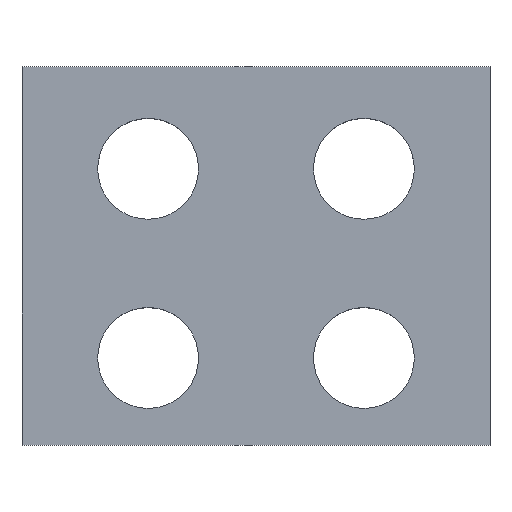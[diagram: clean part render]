
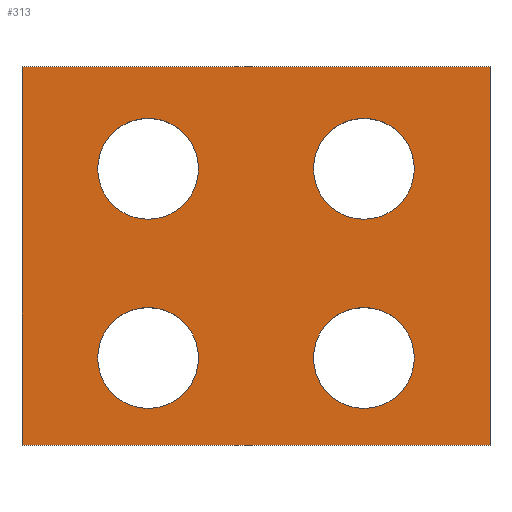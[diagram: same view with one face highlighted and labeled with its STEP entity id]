
A CAD part, top view. The second image highlights one B-rep face of the part: STEP entity #313.
In plain terms, the highlighted planar face has unit normal (0, 0, 1).
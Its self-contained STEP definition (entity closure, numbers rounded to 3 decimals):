
#6 = AXIS2_PLACEMENT_3D ( 'NONE', #209, #132, #361 ) ;
#13 = DIRECTION ( 'NONE',  ( 0., 0., -1. ) ) ;
#20 = EDGE_CURVE ( 'NONE', #399, #264, #103, .T. ) ;
#26 = VERTEX_POINT ( 'NONE', #145 ) ;
#27 = EDGE_CURVE ( 'NONE', #357, #425, #462, .T. ) ;
#29 = VECTOR ( 'NONE', #115, 1000. ) ;
#34 = DIRECTION ( 'NONE',  ( 0., 0., -1. ) ) ;
#53 = VECTOR ( 'NONE', #85, 1000. ) ;
#58 = EDGE_CURVE ( 'NONE', #330, #427, #68, .T. ) ;
#60 = DIRECTION ( 'NONE',  ( -1., 0., 0. ) ) ;
#61 = VERTEX_POINT ( 'NONE', #434 ) ;
#62 = CARTESIAN_POINT ( 'NONE',  ( 1242.764, 1199.509, 4580.705 ) ) ;
#63 = ORIENTED_EDGE ( 'NONE', *, *, #188, .T. ) ;
#65 = FACE_BOUND ( 'NONE', #234, .T. ) ;
#67 = DIRECTION ( 'NONE',  ( -1., 0., 0. ) ) ;
#68 = LINE ( 'NONE', #217, #469 ) ;
#69 = CARTESIAN_POINT ( 'NONE',  ( 1231.921, 1208.273, 4580.705 ) ) ;
#72 = CARTESIAN_POINT ( 'NONE',  ( 1227.921, 1199.509, 4580.705 ) ) ;
#85 = DIRECTION ( 'NONE',  ( -1., 0., 0. ) ) ;
#91 = ORIENTED_EDGE ( 'NONE', *, *, #27, .T. ) ;
#93 = ORIENTED_EDGE ( 'NONE', *, *, #387, .T. ) ;
#96 = DIRECTION ( 'NONE',  ( -1., 0., 0. ) ) ;
#103 = LINE ( 'NONE', #444, #29 ) ;
#111 = DIRECTION ( 'NONE',  ( 0., -1., 0. ) ) ;
#115 = DIRECTION ( 'NONE',  ( 0., 1., 0. ) ) ;
#127 = CARTESIAN_POINT ( 'NONE',  ( 1237.164, 1208.273, 4580.705 ) ) ;
#129 = CARTESIAN_POINT ( 'NONE',  ( 1238.764, 1208.273, 4580.705 ) ) ;
#130 = VERTEX_POINT ( 'NONE', #153 ) ;
#132 = DIRECTION ( 'NONE',  ( 0., 0., -1. ) ) ;
#133 = ORIENTED_EDGE ( 'NONE', *, *, #301, .T. ) ;
#137 = DIRECTION ( 'NONE',  ( 0., 0., -1. ) ) ;
#145 = CARTESIAN_POINT ( 'NONE',  ( 1233.521, 1208.273, 4580.705 ) ) ;
#153 = CARTESIAN_POINT ( 'NONE',  ( 1230.321, 1202.273, 4580.705 ) ) ;
#155 = CARTESIAN_POINT ( 'NONE',  ( 1238.764, 1202.273, 4580.705 ) ) ;
#157 = ORIENTED_EDGE ( 'NONE', *, *, #403, .T. ) ;
#161 = CIRCLE ( 'NONE', #381, 1.6 ) ;
#165 = CARTESIAN_POINT ( 'NONE',  ( 1242.764, 1211.509, 4580.705 ) ) ;
#166 = ORIENTED_EDGE ( 'NONE', *, *, #418, .T. ) ;
#170 = AXIS2_PLACEMENT_3D ( 'NONE', #211, #137, #67 ) ;
#188 = EDGE_CURVE ( 'NONE', #425, #357, #250, .T. ) ;
#190 = LINE ( 'NONE', #72, #332 ) ;
#192 = ORIENTED_EDGE ( 'NONE', *, *, #219, .T. ) ;
#206 = AXIS2_PLACEMENT_3D ( 'NONE', #69, #34, #214 ) ;
#209 = CARTESIAN_POINT ( 'NONE',  ( 1231.921, 1202.273, 4580.705 ) ) ;
#211 = CARTESIAN_POINT ( 'NONE',  ( 1231.921, 1202.273, 4580.705 ) ) ;
#214 = DIRECTION ( 'NONE',  ( -1., 0., 0. ) ) ;
#216 = FACE_BOUND ( 'NONE', #273, .T. ) ;
#217 = CARTESIAN_POINT ( 'NONE',  ( 1227.921, 1199.509, 4580.705 ) ) ;
#218 = CARTESIAN_POINT ( 'NONE',  ( 1240.364, 1202.273, 4580.705 ) ) ;
#219 = EDGE_CURVE ( 'NONE', #338, #61, #428, .T. ) ;
#234 = EDGE_LOOP ( 'NONE', ( #192, #133 ) ) ;
#235 = DIRECTION ( 'NONE',  ( -1., 0., 0. ) ) ;
#236 = ORIENTED_EDGE ( 'NONE', *, *, #58, .T. ) ;
#245 = EDGE_CURVE ( 'NONE', #264, #330, #272, .T. ) ;
#246 = CARTESIAN_POINT ( 'NONE',  ( 0., 0., 4580.705 ) ) ;
#248 = DIRECTION ( 'NONE',  ( 0., 0., -1. ) ) ;
#250 = CIRCLE ( 'NONE', #471, 1.6 ) ;
#254 = CARTESIAN_POINT ( 'NONE',  ( 1233.521, 1202.273, 4580.705 ) ) ;
#264 = VERTEX_POINT ( 'NONE', #165 ) ;
#272 = LINE ( 'NONE', #411, #53 ) ;
#273 = EDGE_LOOP ( 'NONE', ( #91, #63 ) ) ;
#279 = CARTESIAN_POINT ( 'NONE',  ( 1231.921, 1208.273, 4580.705 ) ) ;
#281 = PLANE ( 'NONE',  #293 ) ;
#285 = VERTEX_POINT ( 'NONE', #324 ) ;
#287 = DIRECTION ( 'NONE',  ( 0., 0., -1. ) ) ;
#293 = AXIS2_PLACEMENT_3D ( 'NONE', #246, #475, #60 ) ;
#294 = CIRCLE ( 'NONE', #6, 1.6 ) ;
#300 = CARTESIAN_POINT ( 'NONE',  ( 1238.764, 1202.273, 4580.705 ) ) ;
#301 = EDGE_CURVE ( 'NONE', #61, #338, #161, .T. ) ;
#313 = ADVANCED_FACE ( 'NONE', ( #393, #216, #65, #319, #472 ), #281, .F. ) ;
#318 = EDGE_LOOP ( 'NONE', ( #461, #157 ) ) ;
#319 = FACE_BOUND ( 'NONE', #318, .T. ) ;
#322 = EDGE_LOOP ( 'NONE', ( #93, #380 ) ) ;
#324 = CARTESIAN_POINT ( 'NONE',  ( 1230.321, 1208.273, 4580.705 ) ) ;
#327 = DIRECTION ( 'NONE',  ( -1., 0., 0. ) ) ;
#329 = CARTESIAN_POINT ( 'NONE',  ( 1237.164, 1202.273, 4580.705 ) ) ;
#330 = VERTEX_POINT ( 'NONE', #395 ) ;
#332 = VECTOR ( 'NONE', #334, 1000. ) ;
#334 = DIRECTION ( 'NONE',  ( 1., 0., 0. ) ) ;
#338 = VERTEX_POINT ( 'NONE', #127 ) ;
#345 = CARTESIAN_POINT ( 'NONE',  ( 1238.764, 1208.273, 4580.705 ) ) ;
#346 = EDGE_CURVE ( 'NONE', #130, #450, #481, .T. ) ;
#357 = VERTEX_POINT ( 'NONE', #329 ) ;
#361 = DIRECTION ( 'NONE',  ( -1., 0., 0. ) ) ;
#368 = CARTESIAN_POINT ( 'NONE',  ( 1227.921, 1199.509, 4580.705 ) ) ;
#380 = ORIENTED_EDGE ( 'NONE', *, *, #383, .T. ) ;
#381 = AXIS2_PLACEMENT_3D ( 'NONE', #129, #433, #327 ) ;
#383 = EDGE_CURVE ( 'NONE', #26, #285, #448, .T. ) ;
#385 = EDGE_LOOP ( 'NONE', ( #236, #166, #456, #404 ) ) ;
#387 = EDGE_CURVE ( 'NONE', #285, #26, #422, .T. ) ;
#393 = FACE_BOUND ( 'NONE', #322, .T. ) ;
#395 = CARTESIAN_POINT ( 'NONE',  ( 1227.921, 1211.509, 4580.705 ) ) ;
#399 = VERTEX_POINT ( 'NONE', #62 ) ;
#403 = EDGE_CURVE ( 'NONE', #450, #130, #294, .T. ) ;
#404 = ORIENTED_EDGE ( 'NONE', *, *, #245, .T. ) ;
#408 = DIRECTION ( 'NONE',  ( 0., 0., -1. ) ) ;
#411 = CARTESIAN_POINT ( 'NONE',  ( 1227.921, 1211.509, 4580.705 ) ) ;
#418 = EDGE_CURVE ( 'NONE', #427, #399, #190, .T. ) ;
#420 = AXIS2_PLACEMENT_3D ( 'NONE', #345, #13, #452 ) ;
#422 = CIRCLE ( 'NONE', #206, 1.6 ) ;
#425 = VERTEX_POINT ( 'NONE', #218 ) ;
#427 = VERTEX_POINT ( 'NONE', #368 ) ;
#428 = CIRCLE ( 'NONE', #420, 1.6 ) ;
#429 = AXIS2_PLACEMENT_3D ( 'NONE', #279, #248, #96 ) ;
#433 = DIRECTION ( 'NONE',  ( 0., 0., -1. ) ) ;
#434 = CARTESIAN_POINT ( 'NONE',  ( 1240.364, 1208.273, 4580.705 ) ) ;
#439 = AXIS2_PLACEMENT_3D ( 'NONE', #300, #287, #474 ) ;
#444 = CARTESIAN_POINT ( 'NONE',  ( 1242.764, 1199.509, 4580.705 ) ) ;
#448 = CIRCLE ( 'NONE', #429, 1.6 ) ;
#450 = VERTEX_POINT ( 'NONE', #254 ) ;
#452 = DIRECTION ( 'NONE',  ( -1., 0., 0. ) ) ;
#456 = ORIENTED_EDGE ( 'NONE', *, *, #20, .T. ) ;
#461 = ORIENTED_EDGE ( 'NONE', *, *, #346, .T. ) ;
#462 = CIRCLE ( 'NONE', #439, 1.6 ) ;
#469 = VECTOR ( 'NONE', #111, 1000. ) ;
#471 = AXIS2_PLACEMENT_3D ( 'NONE', #155, #408, #235 ) ;
#472 = FACE_OUTER_BOUND ( 'NONE', #385, .T. ) ;
#474 = DIRECTION ( 'NONE',  ( -1., 0., 0. ) ) ;
#475 = DIRECTION ( 'NONE',  ( 0., 0., -1. ) ) ;
#481 = CIRCLE ( 'NONE', #170, 1.6 ) ;
